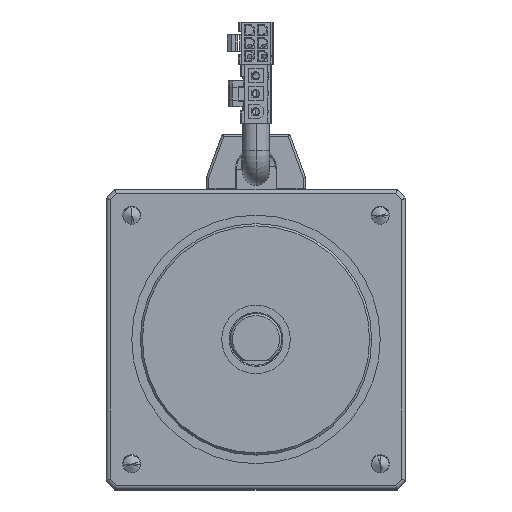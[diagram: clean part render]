
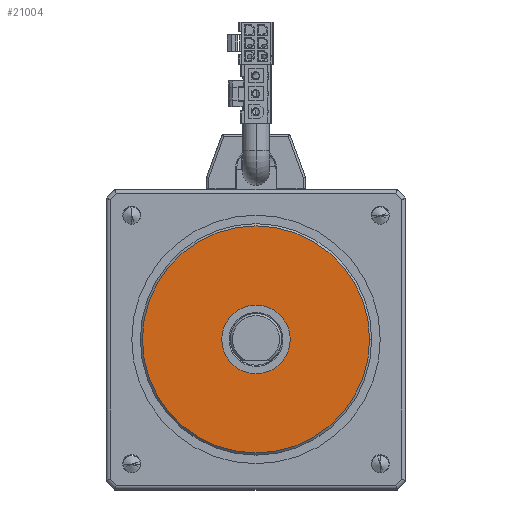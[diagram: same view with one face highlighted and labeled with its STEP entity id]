
A CAD part, top view. The second image highlights one B-rep face of the part: STEP entity #21004.
In plain terms, the highlighted planar face has unit normal (0, 0, 1).
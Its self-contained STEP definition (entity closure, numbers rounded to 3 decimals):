
#1425 = FACE_OUTER_BOUND ( 'NONE', #7996, .T. ) ;
#1433 = FACE_BOUND ( 'NONE', #7994, .T. ) ;
#2222 = CARTESIAN_POINT ( 'NONE',  ( -8., 2.235, 56. ) ) ;
#2223 = CARTESIAN_POINT ( 'NONE',  ( -26.5, 2.235, 56. ) ) ;
#2234 = CARTESIAN_POINT ( 'NONE',  ( 8., 2.235, 56. ) ) ;
#2240 = CARTESIAN_POINT ( 'NONE',  ( 26.5, 2.235, 56. ) ) ;
#5053 = CARTESIAN_POINT ( 'NONE',  ( 0., 2.235, 56. ) ) ;
#5054 = DIRECTION ( 'NONE',  ( 0., 0., 1. ) ) ;
#5055 = DIRECTION ( 'NONE',  ( 1., 0., 0. ) ) ;
#5061 = CARTESIAN_POINT ( 'NONE',  ( 0., 2.235, 56. ) ) ;
#5062 = DIRECTION ( 'NONE',  ( 0., 0., 1. ) ) ;
#5063 = DIRECTION ( 'NONE',  ( 1., 0., 0. ) ) ;
#5064 = CARTESIAN_POINT ( 'NONE',  ( 0., 2.235, 56. ) ) ;
#5065 = DIRECTION ( 'NONE',  ( 0., 0., 1. ) ) ;
#5066 = DIRECTION ( 'NONE',  ( 1., 0., 0. ) ) ;
#5293 = EDGE_CURVE ( 'NONE', #10237, #10236, #8811, .T. ) ;
#5296 = EDGE_CURVE ( 'NONE', #10236, #10237, #8814, .T. ) ;
#5297 = EDGE_CURVE ( 'NONE', #10242, #10245, #8815, .T. ) ;
#7767 = AXIS2_PLACEMENT_3D ( 'NONE', #5053, #5054, #5055 ) ;
#7769 = AXIS2_PLACEMENT_3D ( 'NONE', #5061, #5062, #5063 ) ;
#7770 = AXIS2_PLACEMENT_3D ( 'NONE', #5064, #5065, #5066 ) ;
#7994 = EDGE_LOOP ( 'NONE', ( #11761, #11762 ) ) ;
#7996 = EDGE_LOOP ( 'NONE', ( #11759, #11760 ) ) ;
#8811 = CIRCLE ( 'NONE', #7767, 8. ) ;
#8814 = CIRCLE ( 'NONE', #7769, 8. ) ;
#8815 = CIRCLE ( 'NONE', #7770, 26.5 ) ;
#10236 = VERTEX_POINT ( 'NONE', #2234 ) ;
#10237 = VERTEX_POINT ( 'NONE', #2222 ) ;
#10242 = VERTEX_POINT ( 'NONE', #2223 ) ;
#10245 = VERTEX_POINT ( 'NONE', #2240 ) ;
#11759 = ORIENTED_EDGE ( 'NONE', *, *, #5297, .T. ) ;
#11760 = ORIENTED_EDGE ( 'NONE', *, *, #12831, .T. ) ;
#11761 = ORIENTED_EDGE ( 'NONE', *, *, #5296, .F. ) ;
#11762 = ORIENTED_EDGE ( 'NONE', *, *, #5293, .F. ) ;
#12831 = EDGE_CURVE ( 'NONE', #10245, #10242, #15870, .T. ) ;
#15870 = CIRCLE ( 'NONE', #24155, 26.5 ) ;
#16958 = CARTESIAN_POINT ( 'NONE',  ( 0., 2.235, 56. ) ) ;
#16959 = DIRECTION ( 'NONE',  ( 0., 0., 1. ) ) ;
#16960 = DIRECTION ( 'NONE',  ( 1., 0., 0. ) ) ;
#21004 = ADVANCED_FACE ( 'NONE', ( #1425, #1433 ), #23177, .T. ) ;
#22752 = AXIS2_PLACEMENT_3D ( 'NONE', #23174, #23179, #23180 ) ;
#23174 = CARTESIAN_POINT ( 'NONE',  ( 0., 2.235, 56. ) ) ;
#23177 = PLANE ( 'NONE',  #22752 ) ;
#23179 = DIRECTION ( 'NONE',  ( 0., 0., 1. ) ) ;
#23180 = DIRECTION ( 'NONE',  ( 1., 0., 0. ) ) ;
#24155 = AXIS2_PLACEMENT_3D ( 'NONE', #16958, #16959, #16960 ) ;
